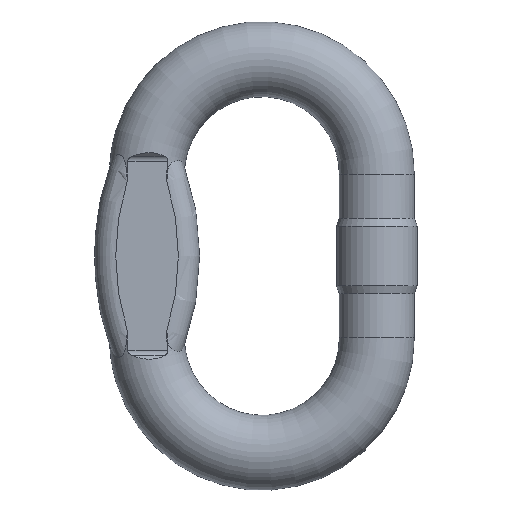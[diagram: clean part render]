
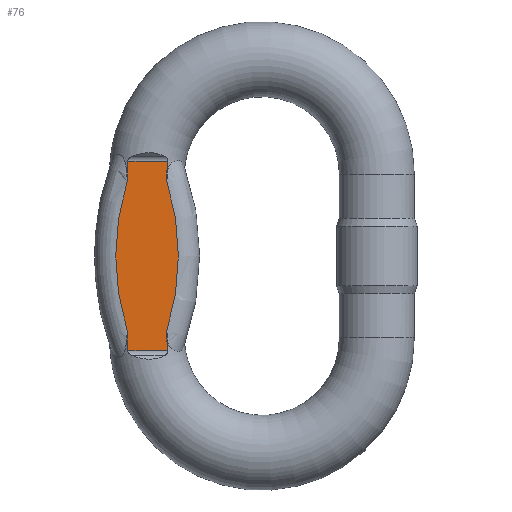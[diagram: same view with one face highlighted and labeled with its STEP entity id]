
A CAD part, top view. The second image highlights one B-rep face of the part: STEP entity #76.
In plain terms, the highlighted planar face has unit normal (0, 0, 1).
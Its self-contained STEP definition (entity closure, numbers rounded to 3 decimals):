
#35=PLANE('',#617);
#76=ADVANCED_FACE('',(#119),#35,.T.);
#119=FACE_OUTER_BOUND('',#157,.T.);
#157=EDGE_LOOP('',(#326,#327,#328,#329,#330,#331,#332,#333,#334,#335,#336,
#337));
#172=LINE('',#785,#188);
#173=LINE('',#793,#189);
#175=LINE('',#815,#191);
#176=LINE('',#823,#192);
#182=LINE('',#1223,#198);
#183=LINE('',#1225,#199);
#188=VECTOR('',#640,1.);
#189=VECTOR('',#643,1.);
#191=VECTOR('',#655,1.);
#192=VECTOR('',#658,1.);
#198=VECTOR('',#728,1.);
#199=VECTOR('',#731,1.);
#212=CIRCLE('',#591,29.616);
#213=CIRCLE('',#592,20.884);
#220=CIRCLE('',#600,20.884);
#221=CIRCLE('',#601,29.616);
#228=CIRCLE('',#615,54.171);
#229=CIRCLE('',#616,54.171);
#326=ORIENTED_EDGE('',*,*,#517,.T.);
#327=ORIENTED_EDGE('',*,*,#526,.T.);
#328=ORIENTED_EDGE('',*,*,#512,.T.);
#329=ORIENTED_EDGE('',*,*,#469,.F.);
#330=ORIENTED_EDGE('',*,*,#527,.T.);
#331=ORIENTED_EDGE('',*,*,#467,.F.);
#332=ORIENTED_EDGE('',*,*,#486,.F.);
#333=ORIENTED_EDGE('',*,*,#528,.T.);
#334=ORIENTED_EDGE('',*,*,#481,.F.);
#335=ORIENTED_EDGE('',*,*,#460,.F.);
#336=ORIENTED_EDGE('',*,*,#529,.T.);
#337=ORIENTED_EDGE('',*,*,#458,.F.);
#399=VERTEX_POINT('',#782);
#400=VERTEX_POINT('',#784);
#401=VERTEX_POINT('',#791);
#403=VERTEX_POINT('',#794);
#408=VERTEX_POINT('',#812);
#409=VERTEX_POINT('',#814);
#410=VERTEX_POINT('',#821);
#412=VERTEX_POINT('',#824);
#423=VERTEX_POINT('',#869);
#427=VERTEX_POINT('',#907);
#447=VERTEX_POINT('',#1164);
#451=VERTEX_POINT('',#1202);
#458=EDGE_CURVE('',#400,#399,#172,.T.);
#460=EDGE_CURVE('',#401,#403,#173,.T.);
#467=EDGE_CURVE('',#409,#408,#175,.T.);
#469=EDGE_CURVE('',#410,#412,#176,.T.);
#481=EDGE_CURVE('',#403,#423,#212,.T.);
#486=EDGE_CURVE('',#427,#409,#213,.T.);
#512=EDGE_CURVE('',#447,#412,#220,.T.);
#517=EDGE_CURVE('',#400,#451,#221,.T.);
#526=EDGE_CURVE('',#451,#447,#182,.T.);
#527=EDGE_CURVE('',#410,#408,#228,.T.);
#528=EDGE_CURVE('',#427,#423,#183,.T.);
#529=EDGE_CURVE('',#401,#399,#229,.T.);
#591=AXIS2_PLACEMENT_3D('',#868,#678,#679);
#592=AXIS2_PLACEMENT_3D('',#908,#680,#681);
#600=AXIS2_PLACEMENT_3D('',#1163,#696,#697);
#601=AXIS2_PLACEMENT_3D('',#1203,#698,#699);
#615=AXIS2_PLACEMENT_3D('',#1224,#729,#730);
#616=AXIS2_PLACEMENT_3D('',#1226,#732,#733);
#617=AXIS2_PLACEMENT_3D('',#1227,#734,#735);
#640=DIRECTION('',(0.,1.,0.));
#643=DIRECTION('',(0.,1.,0.));
#655=DIRECTION('',(0.,-1.,0.));
#658=DIRECTION('',(0.,-1.,0.));
#678=DIRECTION('',(0.,0.,-1.));
#679=DIRECTION('',(1.,0.,0.));
#680=DIRECTION('',(0.,0.,1.));
#681=DIRECTION('',(-1.,0.,0.));
#696=DIRECTION('',(0.,0.,-1.));
#697=DIRECTION('',(-1.,0.,0.));
#698=DIRECTION('',(0.,0.,1.));
#699=DIRECTION('',(1.,0.,0.));
#728=DIRECTION('',(1.,0.,0.));
#729=DIRECTION('',(0.,0.,1.));
#730=DIRECTION('',(1.,0.,0.));
#731=DIRECTION('',(-1.,0.,0.));
#732=DIRECTION('',(0.,0.,1.));
#733=DIRECTION('',(1.,0.,0.));
#734=DIRECTION('',(0.,0.,1.));
#735=DIRECTION('',(1.,0.,0.));
#782=CARTESIAN_POINT('',(-29.616,-16.321,7.));
#784=CARTESIAN_POINT('',(-29.616,-18.,7.));
#785=CARTESIAN_POINT('',(-29.616,18.,7.));
#791=CARTESIAN_POINT('',(-29.616,16.321,7.));
#793=CARTESIAN_POINT('',(-29.616,18.,7.));
#794=CARTESIAN_POINT('',(-29.616,18.,7.));
#812=CARTESIAN_POINT('',(-20.884,16.321,7.));
#814=CARTESIAN_POINT('',(-20.884,18.,7.));
#815=CARTESIAN_POINT('',(-20.884,18.,7.));
#821=CARTESIAN_POINT('',(-20.884,-16.321,7.));
#823=CARTESIAN_POINT('',(-20.884,18.,7.));
#824=CARTESIAN_POINT('',(-20.884,-18.,7.));
#868=CARTESIAN_POINT('',(0.,18.,7.));
#869=CARTESIAN_POINT('',(-29.478,20.858,7.));
#907=CARTESIAN_POINT('',(-20.688,20.858,7.));
#908=CARTESIAN_POINT('',(0.,18.,7.));
#1163=CARTESIAN_POINT('',(0.,-18.,7.));
#1164=CARTESIAN_POINT('',(-20.688,-20.858,7.));
#1202=CARTESIAN_POINT('',(-29.478,-20.858,7.));
#1203=CARTESIAN_POINT('',(0.,-18.,7.));
#1223=CARTESIAN_POINT('',(-33.5,-20.858,7.));
#1224=CARTESIAN_POINT('',(-72.538,0.,7.));
#1225=CARTESIAN_POINT('',(-33.5,20.858,7.));
#1226=CARTESIAN_POINT('',(22.038,0.,7.));
#1227=CARTESIAN_POINT('',(-33.5,-22.688,7.));
